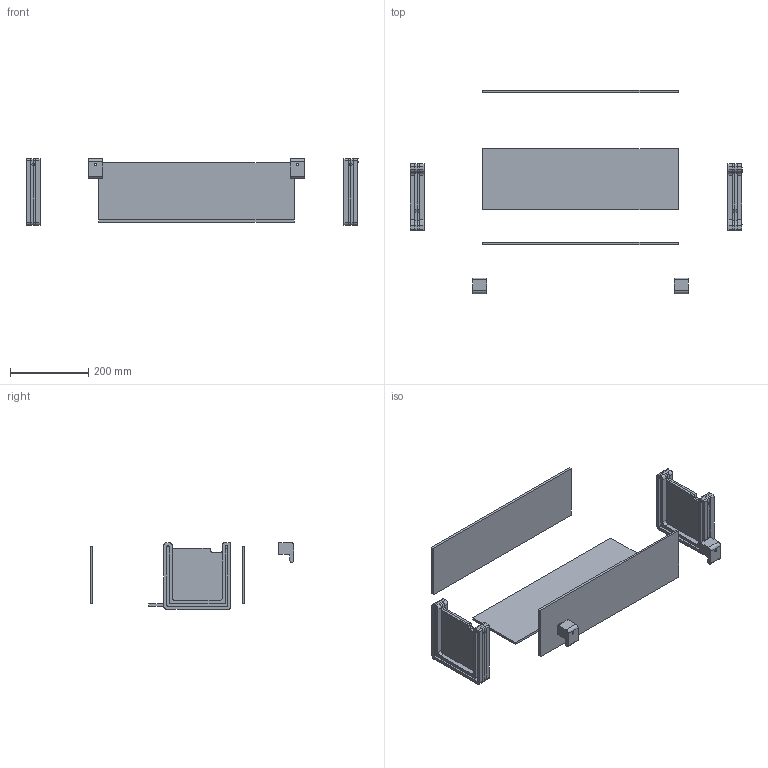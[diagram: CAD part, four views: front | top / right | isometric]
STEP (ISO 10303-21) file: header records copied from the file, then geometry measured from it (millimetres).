
FILE_DESCRIPTION(/* description */ (''),/* implementation_level */ '2;1');
FILE_NAME(/* name */ 'kasten 2',/* time_stamp */ '2023-03-29T21:21:20+02:00',/* author */ (''),/* organization */ (''),/* preprocessor_version */ 'ST-DEVELOPER v16.5',/* originating_system */ 'Rhino 7.28',/* authorisation */ '');
FILE_SCHEMA (('CONFIG_CONTROL_DESIGN'));
Length unit declared in the file: millimetre
Products named in the file (1): Document
Bounding box: 850.02 x 521.27 x 171 mm (x, y, z)
Volume: 2453941.3 mm3; surface area: 706404.8 mm2
Topology: 7 solids, 7 shells, 264 faces, 648 edges, 400 vertices
Faces by surface type: plane 144, cylinder 120
Entity records: 6510 total; most frequent: CARTESIAN_POINT 2410, ORIENTED_EDGE 1296, EDGE_CURVE 648, VERTEX_POINT 400, EDGE_LOOP 274, DIRECTION 268, AXIS2_PLACEMENT_3D 266, ADVANCED_FACE 264
